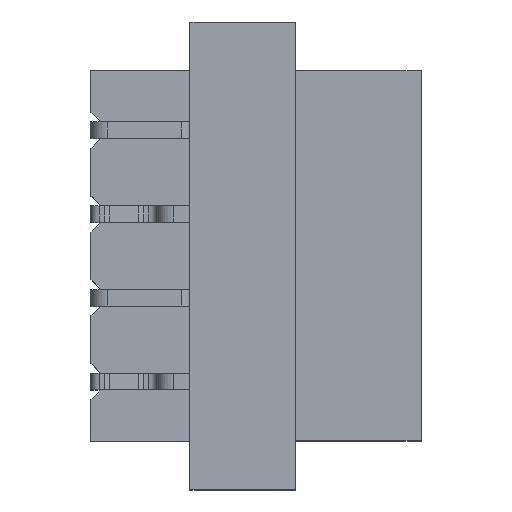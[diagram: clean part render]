
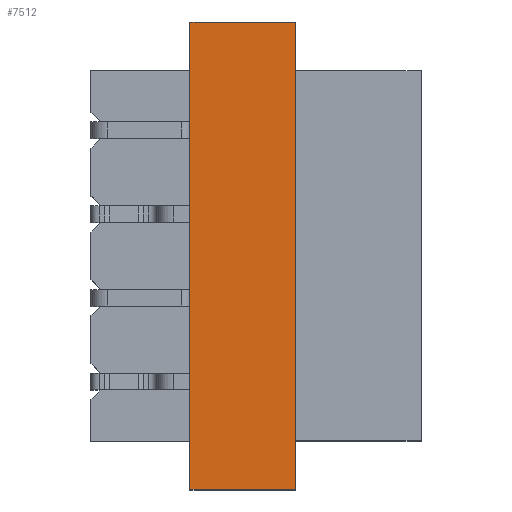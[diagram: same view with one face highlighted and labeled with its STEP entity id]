
A CAD part, top view. The second image highlights one B-rep face of the part: STEP entity #7512.
In plain terms, the highlighted face is planar.
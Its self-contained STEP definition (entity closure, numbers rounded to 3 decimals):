
#2061=ORIENTED_EDGE('',*,*,#3500,.T.);
#2062=ORIENTED_EDGE('',*,*,#3501,.F.);
#2063=ORIENTED_EDGE('',*,*,#3502,.F.);
#2064=ORIENTED_EDGE('',*,*,#3503,.T.);
#3500=EDGE_CURVE('',#4311,#4312,#5106,.T.);
#3501=EDGE_CURVE('',#4313,#4312,#5107,.T.);
#3502=EDGE_CURVE('',#4314,#4313,#5108,.T.);
#3503=EDGE_CURVE('',#4314,#4311,#5109,.T.);
#4311=VERTEX_POINT('',#12267);
#4312=VERTEX_POINT('',#12268);
#4313=VERTEX_POINT('',#12270);
#4314=VERTEX_POINT('',#12272);
#5106=LINE('',#12266,#5992);
#5107=LINE('',#12269,#5993);
#5108=LINE('',#12271,#5994);
#5109=LINE('',#12273,#5995);
#5992=VECTOR('',#10037,1000.);
#5993=VECTOR('',#10038,1000.);
#5994=VECTOR('',#10039,1000.);
#5995=VECTOR('',#10040,1000.);
#6442=EDGE_LOOP('',(#2061,#2062,#2063,#2064));
#6838=FACE_BOUND('',#6442,.T.);
#7128=PLANE('',#8160);
#7512=ADVANCED_FACE('',(#6838),#7128,.F.);
#8160=AXIS2_PLACEMENT_3D('',#12265,#10035,#10036);
#10035=DIRECTION('',(0.,-1.,0.));
#10036=DIRECTION('',(1.,0.,0.));
#10037=DIRECTION('',(-1.,0.,0.));
#10038=DIRECTION('',(0.,0.,-1.));
#10039=DIRECTION('',(-1.,0.,0.));
#10040=DIRECTION('',(0.,0.,-1.));
#12265=CARTESIAN_POINT('',(3.54,2.5,1.6));
#12266=CARTESIAN_POINT('',(3.54,2.5,0.));
#12267=CARTESIAN_POINT('',(3.54,2.5,0.));
#12268=CARTESIAN_POINT('',(-3.54,2.5,0.));
#12269=CARTESIAN_POINT('',(-3.54,2.5,1.6));
#12270=CARTESIAN_POINT('',(-3.54,2.5,1.6));
#12271=CARTESIAN_POINT('',(3.54,2.5,1.6));
#12272=CARTESIAN_POINT('',(3.54,2.5,1.6));
#12273=CARTESIAN_POINT('',(3.54,2.5,1.6));
